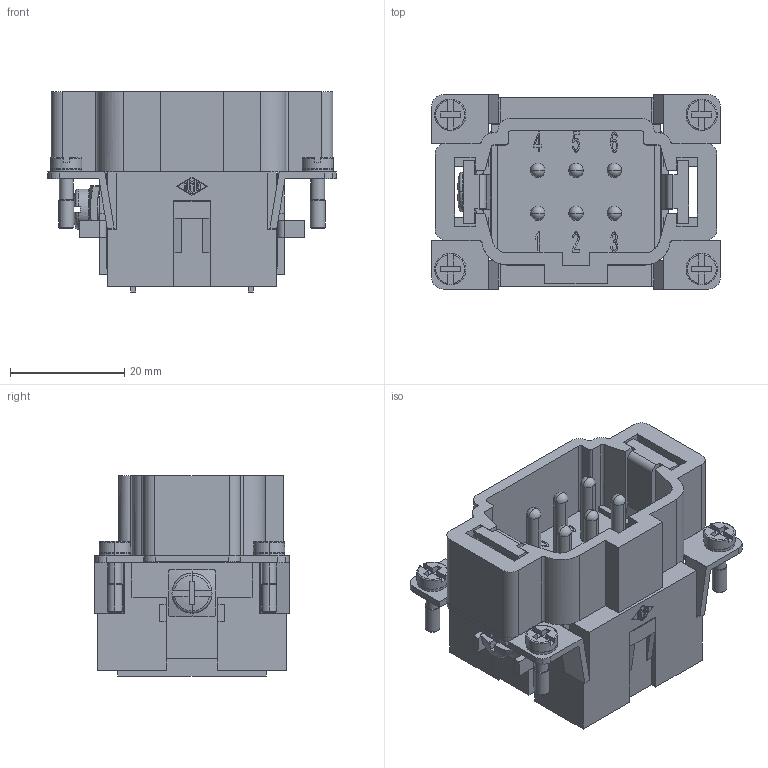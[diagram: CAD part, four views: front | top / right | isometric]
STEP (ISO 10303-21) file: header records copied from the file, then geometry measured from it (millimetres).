
FILE_DESCRIPTION((''),'2;1');
FILE_NAME('CSEM 06.stp','2006-11-02T09:52:27',('gembarski'),(''),'Autodesk Inventor 7','Autodesk Inventor 7','');
FILE_SCHEMA(('AUTOMOTIVE_DESIGN { 1 0 10303 214 1 1 1 1 }'));
Length unit declared in the file: millimetre
Products named in the file (1): CSEM Kontakteinsätze mit Käfigzugfederanschluss
Bounding box: 50.5 x 34 x 35 mm (x, y, z)
Volume: 25189.7 mm3; surface area: 15457.8 mm2
Topology: 1 solids, 1 shells, 875 faces, 2387 edges, 1540 vertices
Faces by surface type: plane 362, bspline 359, cylinder 106, cone 20, torus 14, sphere 14
Entity records: 28796 total; most frequent: CARTESIAN_POINT 7994, ORIENTED_EDGE 4726, DIRECTION 3585, EDGE_CURVE 2363, VECTOR 1695, LINE 1695, VERTEX_POINT 1540, AXIS2_PLACEMENT_3D 945
